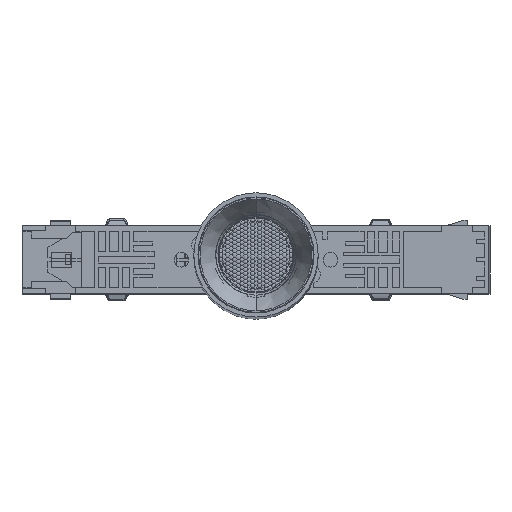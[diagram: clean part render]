
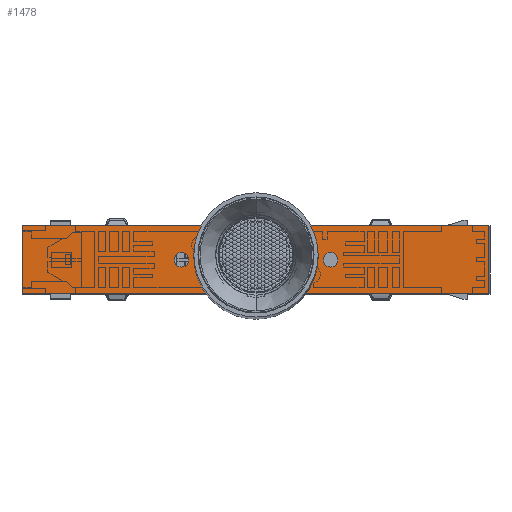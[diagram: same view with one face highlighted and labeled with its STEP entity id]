
A CAD part, top view. The second image highlights one B-rep face of the part: STEP entity #1478.
In plain terms, the highlighted planar face has unit normal (0, 0, 1).
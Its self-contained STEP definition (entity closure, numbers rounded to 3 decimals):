
#371 = CARTESIAN_POINT ( 'NONE',  ( 18., 0., 0. ) ) ;
#777 = VERTEX_POINT ( 'NONE', #20778 ) ;
#903 = CARTESIAN_POINT ( 'NONE',  ( -5.134, 0., 0. ) ) ;
#1478 = ADVANCED_FACE ( 'NONE', ( #56681, #42929, #57492, #53197 ), #24716, .T. ) ;
#1869 = CIRCLE ( 'NONE', #29096, 1.75 ) ;
#2280 = DIRECTION ( 'NONE',  ( 0., 0., 1. ) ) ;
#3754 = VERTEX_POINT ( 'NONE', #4647 ) ;
#3861 = CARTESIAN_POINT ( 'NONE',  ( 0., 8.25, 0. ) ) ;
#4064 = CARTESIAN_POINT ( 'NONE',  ( 18., 0., 0. ) ) ;
#4647 = CARTESIAN_POINT ( 'NONE',  ( 16.25, 0., 0. ) ) ;
#4777 = AXIS2_PLACEMENT_3D ( 'NONE', #5417, #65583, #10912 ) ;
#5417 = CARTESIAN_POINT ( 'NONE',  ( 0., 0., 0. ) ) ;
#6597 = CARTESIAN_POINT ( 'NONE',  ( 0., 0., 0. ) ) ;
#7730 = CIRCLE ( 'NONE', #29596, 5.134 ) ;
#8288 = VERTEX_POINT ( 'NONE', #11504 ) ;
#9599 = ORIENTED_EDGE ( 'NONE', *, *, #34086, .F. ) ;
#9989 = DIRECTION ( 'NONE',  ( 1., 0., 0. ) ) ;
#10790 = VECTOR ( 'NONE', #12452, 1000. ) ;
#10807 = EDGE_CURVE ( 'NONE', #68168, #19090, #65318, .T. ) ;
#10912 = DIRECTION ( 'NONE',  ( 1., 0., 0. ) ) ;
#11504 = CARTESIAN_POINT ( 'NONE',  ( 56.029, 8.25, 0. ) ) ;
#12452 = DIRECTION ( 'NONE',  ( -1., 0., 0. ) ) ;
#13193 = VECTOR ( 'NONE', #66617, 1000. ) ;
#14634 = EDGE_CURVE ( 'NONE', #50074, #3754, #27732, .T. ) ;
#14809 = LINE ( 'NONE', #3861, #51672 ) ;
#15331 = EDGE_LOOP ( 'NONE', ( #64123, #67883 ) ) ;
#17490 = CIRCLE ( 'NONE', #55014, 1.75 ) ;
#17538 = DIRECTION ( 'NONE',  ( 0., 0., -1. ) ) ;
#18776 = CARTESIAN_POINT ( 'NONE',  ( 5.134, 0., 0. ) ) ;
#19090 = VERTEX_POINT ( 'NONE', #64022 ) ;
#20778 = CARTESIAN_POINT ( 'NONE',  ( -56.5, -8.25, 0. ) ) ;
#21045 = LINE ( 'NONE', #30572, #25307 ) ;
#21797 = VERTEX_POINT ( 'NONE', #18776 ) ;
#22651 = ORIENTED_EDGE ( 'NONE', *, *, #35662, .T. ) ;
#24716 = PLANE ( 'NONE',  #39978 ) ;
#25307 = VECTOR ( 'NONE', #36327, 1000. ) ;
#26017 = LINE ( 'NONE', #49827, #13193 ) ;
#26241 = CARTESIAN_POINT ( 'NONE',  ( -18., 0., 0. ) ) ;
#27203 = DIRECTION ( 'NONE',  ( 1., 0., 0. ) ) ;
#27732 = CIRCLE ( 'NONE', #70997, 1.75 ) ;
#28362 = CIRCLE ( 'NONE', #4777, 5.134 ) ;
#29096 = AXIS2_PLACEMENT_3D ( 'NONE', #4064, #36876, #64953 ) ;
#29596 = AXIS2_PLACEMENT_3D ( 'NONE', #6597, #17538, #56190 ) ;
#30572 = CARTESIAN_POINT ( 'NONE',  ( 56.029, 0., 0. ) ) ;
#30593 = EDGE_LOOP ( 'NONE', ( #22651, #64861 ) ) ;
#32276 = VERTEX_POINT ( 'NONE', #61413 ) ;
#33070 = ORIENTED_EDGE ( 'NONE', *, *, #14634, .F. ) ;
#34086 = EDGE_CURVE ( 'NONE', #3754, #50074, #1869, .T. ) ;
#34853 = DIRECTION ( 'NONE',  ( 1., 0., 0. ) ) ;
#35662 = EDGE_CURVE ( 'NONE', #21797, #37051, #7730, .T. ) ;
#36327 = DIRECTION ( 'NONE',  ( 0., 1., 0. ) ) ;
#36876 = DIRECTION ( 'NONE',  ( 0., 0., 1. ) ) ;
#37051 = VERTEX_POINT ( 'NONE', #903 ) ;
#37301 = DIRECTION ( 'NONE',  ( 0., 0., 1. ) ) ;
#38238 = ORIENTED_EDGE ( 'NONE', *, *, #40124, .T. ) ;
#38465 = DIRECTION ( 'NONE',  ( 0., 0., 1. ) ) ;
#39978 = AXIS2_PLACEMENT_3D ( 'NONE', #51835, #2280, #34853 ) ;
#40124 = EDGE_CURVE ( 'NONE', #48004, #777, #26017, .T. ) ;
#41965 = DIRECTION ( 'NONE',  ( -1., 0., 0. ) ) ;
#42710 = EDGE_LOOP ( 'NONE', ( #38238, #64525, #65281, #49301 ) ) ;
#42929 = FACE_BOUND ( 'NONE', #43224, .T. ) ;
#43224 = EDGE_LOOP ( 'NONE', ( #33070, #9599 ) ) ;
#48004 = VERTEX_POINT ( 'NONE', #68672 ) ;
#49301 = ORIENTED_EDGE ( 'NONE', *, *, #64903, .T. ) ;
#49827 = CARTESIAN_POINT ( 'NONE',  ( -56.5, 0., 0. ) ) ;
#50074 = VERTEX_POINT ( 'NONE', #54483 ) ;
#51672 = VECTOR ( 'NONE', #41965, 1000. ) ;
#51835 = CARTESIAN_POINT ( 'NONE',  ( 0., 0., 0. ) ) ;
#52045 = EDGE_CURVE ( 'NONE', #32276, #777, #62247, .T. ) ;
#53197 = FACE_BOUND ( 'NONE', #30593, .T. ) ;
#53822 = EDGE_CURVE ( 'NONE', #19090, #68168, #17490, .T. ) ;
#54483 = CARTESIAN_POINT ( 'NONE',  ( 19.75, 0., 0. ) ) ;
#55014 = AXIS2_PLACEMENT_3D ( 'NONE', #61036, #38465, #27203 ) ;
#55220 = DIRECTION ( 'NONE',  ( 0., 0., 1. ) ) ;
#56190 = DIRECTION ( 'NONE',  ( 1., 0., 0. ) ) ;
#56681 = FACE_BOUND ( 'NONE', #15331, .T. ) ;
#57033 = CARTESIAN_POINT ( 'NONE',  ( -56.5, -8.25, 0. ) ) ;
#57410 = CARTESIAN_POINT ( 'NONE',  ( -19.75, 0., 0. ) ) ;
#57492 = FACE_OUTER_BOUND ( 'NONE', #42710, .T. ) ;
#57519 = EDGE_CURVE ( 'NONE', #37051, #21797, #28362, .T. ) ;
#59388 = AXIS2_PLACEMENT_3D ( 'NONE', #26241, #37301, #9989 ) ;
#61012 = DIRECTION ( 'NONE',  ( 1., 0., 0. ) ) ;
#61036 = CARTESIAN_POINT ( 'NONE',  ( -18., 0., 0. ) ) ;
#61413 = CARTESIAN_POINT ( 'NONE',  ( 56.029, -8.25, 0. ) ) ;
#62247 = LINE ( 'NONE', #57033, #10790 ) ;
#62496 = EDGE_CURVE ( 'NONE', #32276, #8288, #21045, .T. ) ;
#64022 = CARTESIAN_POINT ( 'NONE',  ( -16.25, 0., 0. ) ) ;
#64123 = ORIENTED_EDGE ( 'NONE', *, *, #53822, .F. ) ;
#64525 = ORIENTED_EDGE ( 'NONE', *, *, #52045, .F. ) ;
#64861 = ORIENTED_EDGE ( 'NONE', *, *, #57519, .T. ) ;
#64903 = EDGE_CURVE ( 'NONE', #8288, #48004, #14809, .T. ) ;
#64953 = DIRECTION ( 'NONE',  ( 1., 0., 0. ) ) ;
#65281 = ORIENTED_EDGE ( 'NONE', *, *, #62496, .T. ) ;
#65318 = CIRCLE ( 'NONE', #59388, 1.75 ) ;
#65583 = DIRECTION ( 'NONE',  ( 0., 0., -1. ) ) ;
#66617 = DIRECTION ( 'NONE',  ( 0., -1., 0. ) ) ;
#67883 = ORIENTED_EDGE ( 'NONE', *, *, #10807, .F. ) ;
#68168 = VERTEX_POINT ( 'NONE', #57410 ) ;
#68672 = CARTESIAN_POINT ( 'NONE',  ( -56.5, 8.25, 0. ) ) ;
#70997 = AXIS2_PLACEMENT_3D ( 'NONE', #371, #55220, #61012 ) ;
